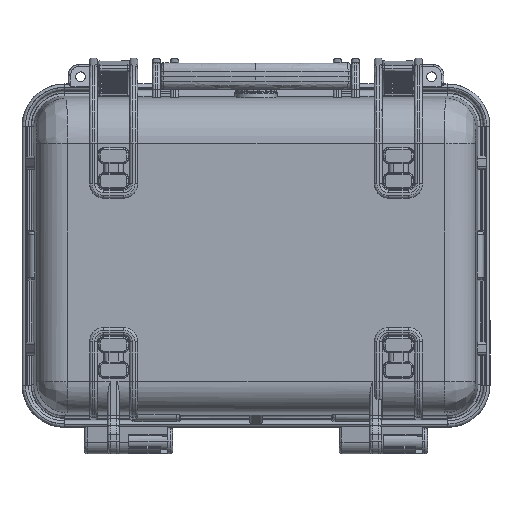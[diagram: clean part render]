
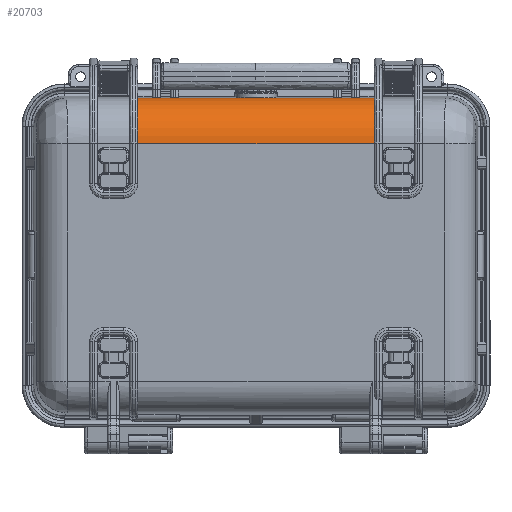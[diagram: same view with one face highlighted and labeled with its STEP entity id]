
A CAD part, front view. The second image highlights one B-rep face of the part: STEP entity #20703.
In plain terms, the highlighted cylindrical face has radius 35 mm (diameter 70 mm), a partial arc.
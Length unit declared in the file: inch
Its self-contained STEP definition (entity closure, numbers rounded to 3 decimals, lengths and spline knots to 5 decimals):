
#6103 = CARTESIAN_POINT ( 'NONE',  ( 3.50787, 1.37795, 18.76304 ) ) ;
#8034 = CYLINDRICAL_SURFACE ( 'NONE', #73651, 1.37795 ) ;
#8068 = CARTESIAN_POINT ( 'NONE',  ( 3.50787, 0., 18.76304 ) ) ;
#8232 = CIRCLE ( 'NONE', #65951, 1.37795 ) ;
#10771 = ORIENTED_EDGE ( 'NONE', *, *, #82616, .F. ) ;
#12514 = DIRECTION ( 'NONE',  ( 0., 0., -1. ) ) ;
#13656 = VERTEX_POINT ( 'NONE', #57266 ) ;
#15336 = CIRCLE ( 'NONE', #27695, 1.37795 ) ;
#19647 = EDGE_CURVE ( 'NONE', #78942, #13656, #71803, .T. ) ;
#20551 = VECTOR ( 'NONE', #41177, 39.37008 ) ;
#20703 = ADVANCED_FACE ( 'NONE', ( #59241 ), #8034, .T. ) ;
#20946 = DIRECTION ( 'NONE',  ( -1., 0., 0. ) ) ;
#20968 = CARTESIAN_POINT ( 'NONE',  ( 3.50787, 1.34188, 20.14052 ) ) ;
#22954 = VERTEX_POINT ( 'NONE', #20968 ) ;
#26105 = EDGE_LOOP ( 'NONE', ( #66472, #78228, #31253, #10771 ) ) ;
#27695 = AXIS2_PLACEMENT_3D ( 'NONE', #6103, #50970, #12514 ) ;
#28300 = CARTESIAN_POINT ( 'NONE',  ( 0.35827, 0., 18.76304 ) ) ;
#31253 = ORIENTED_EDGE ( 'NONE', *, *, #74521, .T. ) ;
#31595 = CARTESIAN_POINT ( 'NONE',  ( 0.35827, 1.37795, 18.76304 ) ) ;
#41177 = DIRECTION ( 'NONE',  ( 1., 0., 0. ) ) ;
#49573 = CARTESIAN_POINT ( 'NONE',  ( 10.69291, 1.34188, 20.14052 ) ) ;
#50970 = DIRECTION ( 'NONE',  ( 1., 0., 0. ) ) ;
#54383 = DIRECTION ( 'NONE',  ( 1., 0., 0. ) ) ;
#57266 = CARTESIAN_POINT ( 'NONE',  ( 10.69291, 0., 18.76304 ) ) ;
#59241 = FACE_OUTER_BOUND ( 'NONE', #26105, .T. ) ;
#59419 = CARTESIAN_POINT ( 'NONE',  ( 10.69291, 1.37795, 18.76304 ) ) ;
#61902 = VERTEX_POINT ( 'NONE', #49573 ) ;
#63620 = DIRECTION ( 'NONE',  ( 0., 0., -1. ) ) ;
#64901 = LINE ( 'NONE', #73496, #79863 ) ;
#65895 = DIRECTION ( 'NONE',  ( 0., 0., -1. ) ) ;
#65951 = AXIS2_PLACEMENT_3D ( 'NONE', #59419, #20946, #65895 ) ;
#66472 = ORIENTED_EDGE ( 'NONE', *, *, #73489, .T. ) ;
#71803 = LINE ( 'NONE', #28300, #20551 ) ;
#73489 = EDGE_CURVE ( 'NONE', #22954, #78942, #15336, .T. ) ;
#73496 = CARTESIAN_POINT ( 'NONE',  ( 0.35827, 1.34188, 20.14052 ) ) ;
#73651 = AXIS2_PLACEMENT_3D ( 'NONE', #31595, #76488, #63620 ) ;
#74521 = EDGE_CURVE ( 'NONE', #13656, #61902, #8232, .T. ) ;
#76488 = DIRECTION ( 'NONE',  ( 1., 0., 0. ) ) ;
#78228 = ORIENTED_EDGE ( 'NONE', *, *, #19647, .T. ) ;
#78942 = VERTEX_POINT ( 'NONE', #8068 ) ;
#79863 = VECTOR ( 'NONE', #54383, 39.37008 ) ;
#82616 = EDGE_CURVE ( 'NONE', #22954, #61902, #64901, .T. ) ;
